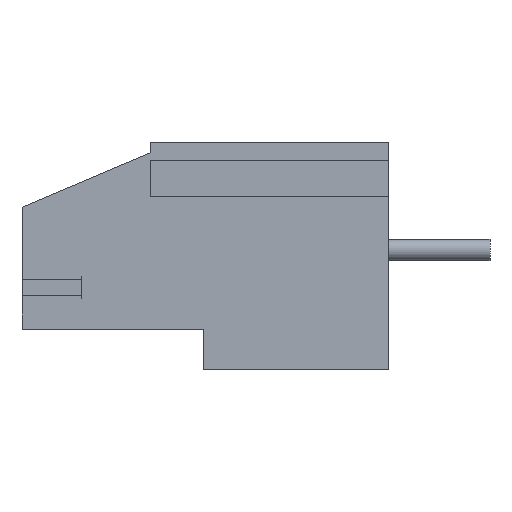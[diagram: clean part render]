
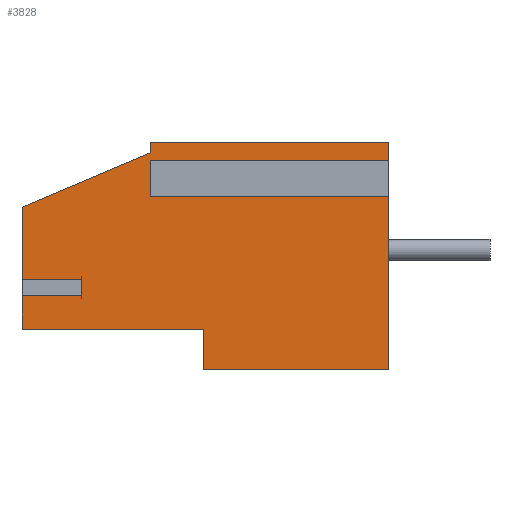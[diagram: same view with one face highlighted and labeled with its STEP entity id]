
A CAD part, left-side view. The second image highlights one B-rep face of the part: STEP entity #3828.
In plain terms, the highlighted planar face has unit normal (-1, 0, 0).
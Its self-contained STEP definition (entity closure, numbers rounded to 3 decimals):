
#478=FACE_OUTER_BOUND('',#720,.T.);
#720=EDGE_LOOP('',(#3355,#3356,#3357,#3358,#3359,#3360,#3361,#3362,#3363,
#3364,#3365,#3366,#3367,#3368,#3369,#3370));
#734=LINE('',#5100,#1174);
#739=LINE('',#5111,#1179);
#741=LINE('',#5114,#1181);
#742=LINE('',#5117,#1182);
#750=LINE('',#5132,#1190);
#771=LINE('',#5192,#1211);
#777=LINE('',#5204,#1217);
#780=LINE('',#5209,#1220);
#1105=LINE('',#5986,#1545);
#1107=LINE('',#5989,#1547);
#1109=LINE('',#5993,#1549);
#1123=LINE('',#6027,#1563);
#1156=LINE('',#6087,#1596);
#1167=LINE('',#6120,#1607);
#1168=LINE('',#6121,#1608);
#1169=LINE('',#6122,#1609);
#1174=VECTOR('',#4124,10.);
#1179=VECTOR('',#4133,10.);
#1181=VECTOR('',#4137,10.);
#1182=VECTOR('',#4140,10.);
#1190=VECTOR('',#4148,10.);
#1211=VECTOR('',#4197,10.);
#1217=VECTOR('',#4205,10.);
#1220=VECTOR('',#4212,10.);
#1545=VECTOR('',#4953,10.);
#1547=VECTOR('',#4957,10.);
#1549=VECTOR('',#4961,10.);
#1563=VECTOR('',#4993,10.);
#1596=VECTOR('',#5046,10.);
#1607=VECTOR('',#5083,10.);
#1608=VECTOR('',#5084,10.);
#1609=VECTOR('',#5085,10.);
#1612=VERTEX_POINT('',#5094);
#1614=VERTEX_POINT('',#5098);
#1617=VERTEX_POINT('',#5108);
#1618=VERTEX_POINT('',#5110);
#1619=VERTEX_POINT('',#5116);
#1626=VERTEX_POINT('',#5130);
#1649=VERTEX_POINT('',#5188);
#1651=VERTEX_POINT('',#5191);
#1654=VERTEX_POINT('',#5198);
#1656=VERTEX_POINT('',#5202);
#1899=VERTEX_POINT('',#5983);
#1900=VERTEX_POINT('',#5985);
#1901=VERTEX_POINT('',#5991);
#1912=VERTEX_POINT('',#6025);
#1929=VERTEX_POINT('',#6086);
#1938=VERTEX_POINT('',#6119);
#1942=EDGE_CURVE('',#1612,#1614,#734,.T.);
#1947=EDGE_CURVE('',#1618,#1617,#739,.T.);
#1949=EDGE_CURVE('',#1614,#1618,#741,.T.);
#1950=EDGE_CURVE('',#1612,#1619,#742,.T.);
#1958=EDGE_CURVE('',#1626,#1617,#750,.T.);
#1987=EDGE_CURVE('',#1651,#1649,#771,.T.);
#1993=EDGE_CURVE('',#1654,#1656,#777,.T.);
#1996=EDGE_CURVE('',#1649,#1654,#780,.T.);
#2363=EDGE_CURVE('',#1900,#1899,#1105,.T.);
#2365=EDGE_CURVE('',#1899,#1619,#1107,.T.);
#2367=EDGE_CURVE('',#1626,#1901,#1109,.T.);
#2383=EDGE_CURVE('',#1901,#1912,#1123,.T.);
#2416=EDGE_CURVE('',#1929,#1900,#1156,.T.);
#2431=EDGE_CURVE('',#1938,#1912,#1167,.T.);
#2432=EDGE_CURVE('',#1651,#1938,#1168,.T.);
#2433=EDGE_CURVE('',#1929,#1656,#1169,.T.);
#3355=ORIENTED_EDGE('',*,*,#1947,.T.);
#3356=ORIENTED_EDGE('',*,*,#1958,.F.);
#3357=ORIENTED_EDGE('',*,*,#2367,.T.);
#3358=ORIENTED_EDGE('',*,*,#2383,.T.);
#3359=ORIENTED_EDGE('',*,*,#2431,.F.);
#3360=ORIENTED_EDGE('',*,*,#2432,.F.);
#3361=ORIENTED_EDGE('',*,*,#1987,.T.);
#3362=ORIENTED_EDGE('',*,*,#1996,.T.);
#3363=ORIENTED_EDGE('',*,*,#1993,.T.);
#3364=ORIENTED_EDGE('',*,*,#2433,.F.);
#3365=ORIENTED_EDGE('',*,*,#2416,.T.);
#3366=ORIENTED_EDGE('',*,*,#2363,.T.);
#3367=ORIENTED_EDGE('',*,*,#2365,.T.);
#3368=ORIENTED_EDGE('',*,*,#1950,.F.);
#3369=ORIENTED_EDGE('',*,*,#1942,.T.);
#3370=ORIENTED_EDGE('',*,*,#1949,.T.);
#3618=PLANE('',#4114);
#3828=ADVANCED_FACE('',(#478),#3618,.T.);
#4114=AXIS2_PLACEMENT_3D('',#6118,#5081,#5082);
#4124=DIRECTION('',(0.,-1.,0.));
#4133=DIRECTION('',(0.,1.,0.));
#4137=DIRECTION('',(0.,0.,-1.));
#4140=DIRECTION('',(0.,0.,1.));
#4148=DIRECTION('',(0.,0.,1.));
#4197=DIRECTION('',(0.,1.,0.));
#4205=DIRECTION('',(0.,-1.,0.));
#4212=DIRECTION('',(0.,0.,1.));
#4953=DIRECTION('',(0.,0.,-1.));
#4957=DIRECTION('',(0.,0.92,-0.391));
#4961=DIRECTION('',(0.,-1.,0.));
#4993=DIRECTION('',(0.,0.,-1.));
#5046=DIRECTION('',(0.,1.,0.));
#5081=DIRECTION('center_axis',(-1.,0.,0.));
#5082=DIRECTION('ref_axis',(0.,0.,1.));
#5083=DIRECTION('',(0.,1.,0.));
#5084=DIRECTION('',(0.,0.,-1.));
#5085=DIRECTION('',(0.,0.,-1.));
#5094=CARTESIAN_POINT('',(-2.65,18.,-1.45));
#5098=CARTESIAN_POINT('',(-2.65,15.1,-1.45));
#5100=CARTESIAN_POINT('',(-2.65,9.,-1.45));
#5108=CARTESIAN_POINT('',(-2.65,18.,-2.25));
#5110=CARTESIAN_POINT('',(-2.65,15.1,-2.25));
#5111=CARTESIAN_POINT('',(-2.65,9.,-2.25));
#5114=CARTESIAN_POINT('',(-2.65,15.1,-3.875));
#5116=CARTESIAN_POINT('',(-2.65,18.,2.1));
#5117=CARTESIAN_POINT('',(-2.65,18.,5.3));
#5130=CARTESIAN_POINT('',(-2.65,18.,-3.9));
#5132=CARTESIAN_POINT('',(-2.65,18.,5.3));
#5188=CARTESIAN_POINT('',(-2.65,11.7,3.1));
#5191=CARTESIAN_POINT('',(-2.65,0.,3.1));
#5192=CARTESIAN_POINT('',(-2.65,0.,3.1));
#5198=CARTESIAN_POINT('',(-2.65,11.7,3.9));
#5202=CARTESIAN_POINT('',(-2.65,0.,3.9));
#5204=CARTESIAN_POINT('',(-2.65,0.,3.9));
#5209=CARTESIAN_POINT('',(-2.65,11.7,-1.2));
#5983=CARTESIAN_POINT('',(-2.65,11.7,4.78));
#5985=CARTESIAN_POINT('',(-2.65,11.7,5.3));
#5986=CARTESIAN_POINT('',(-2.65,11.7,-0.56));
#5989=CARTESIAN_POINT('',(-2.65,11.82,4.729));
#5991=CARTESIAN_POINT('',(-2.65,9.1,-3.9));
#5993=CARTESIAN_POINT('',(-2.65,4.55,-3.9));
#6025=CARTESIAN_POINT('',(-2.65,9.1,-5.9));
#6027=CARTESIAN_POINT('',(-2.65,9.1,-5.9));
#6086=CARTESIAN_POINT('',(-2.65,0.,5.3));
#6087=CARTESIAN_POINT('',(-2.65,0.,5.3));
#6118=CARTESIAN_POINT('Origin',(-2.65,0.,-5.9));
#6119=CARTESIAN_POINT('',(-2.65,0.,-5.9));
#6120=CARTESIAN_POINT('',(-2.65,0.,-5.9));
#6121=CARTESIAN_POINT('',(-2.65,0.,5.3));
#6122=CARTESIAN_POINT('',(-2.65,0.,5.3));
